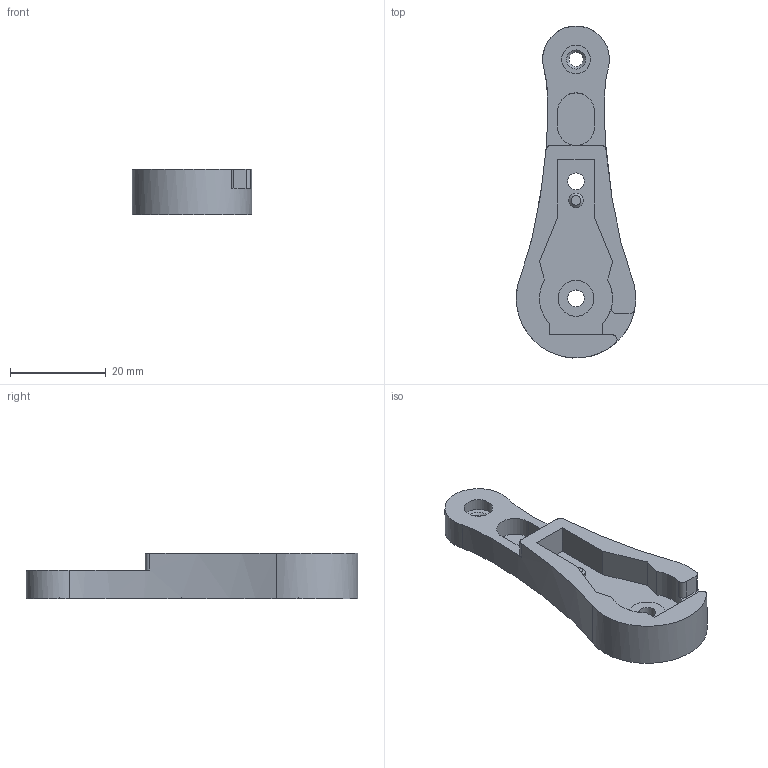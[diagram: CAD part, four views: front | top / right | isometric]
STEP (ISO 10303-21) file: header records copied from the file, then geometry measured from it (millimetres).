
FILE_DESCRIPTION(('FreeCAD Model'),'2;1');
FILE_NAME('Open CASCADE Shape Model','2025-08-12T21:55:39',('FreeCAD'),( 'FreeCAD'),'Open CASCADE STEP processor 7.8','FreeCAD','Unknown');
FILE_SCHEMA(('AUTOMOTIVE_DESIGN { 1 0 10303 214 1 1 1 1 }'));
Length unit declared in the file: millimetre
Products named in the file (1): Open CASCADE STEP translator 7.8 1
Bounding box: 24.99 x 69.48 x 9.5 mm (x, y, z)
Volume: 6475.2 mm3; surface area: 4415.8 mm2
Topology: 1 solids, 1 shells, 55 faces, 159 edges, 106 vertices
Faces by surface type: plane 32, cylinder 15, cone 4, extrusion 2, bspline 2
Full cylindrical faces by diameter (mm): 3 x2, 3.5 x2, 6 x1, 7.5 x1
Entity records: 2150 total; most frequent: CARTESIAN_POINT 646, ORIENTED_EDGE 318, DIRECTION 314, EDGE_CURVE 159, AXIS2_PLACEMENT_3D 114, VERTEX_POINT 106, VECTOR 86, LINE 84
